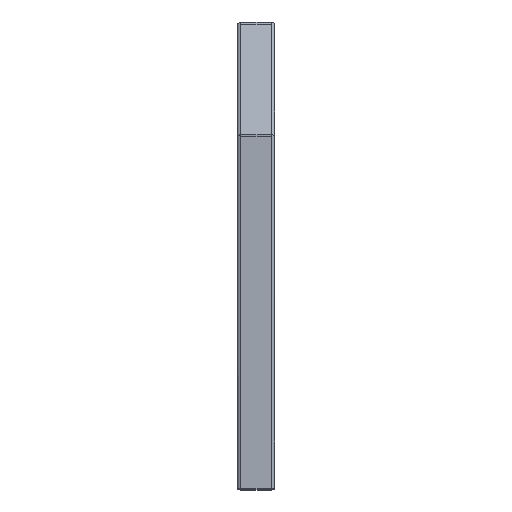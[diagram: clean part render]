
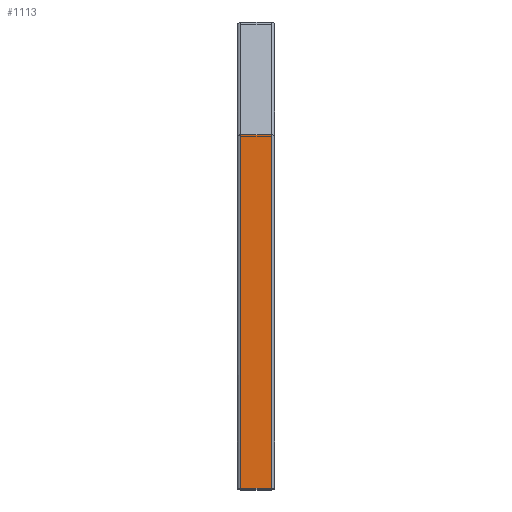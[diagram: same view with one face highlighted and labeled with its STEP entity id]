
A CAD part, top view. The second image highlights one B-rep face of the part: STEP entity #1113.
In plain terms, the highlighted planar face has unit normal (0, 0, 1).
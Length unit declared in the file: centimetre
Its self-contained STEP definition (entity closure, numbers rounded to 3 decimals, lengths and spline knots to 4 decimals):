
#54=PLANE('',#1223);
#107=FACE_OUTER_BOUND('',#175,.T.);
#175=EDGE_LOOP('',(#944,#945,#946,#947));
#316=LINE('',#1842,#428);
#319=LINE('',#1854,#431);
#321=LINE('',#1860,#433);
#323=LINE('',#1865,#435);
#428=VECTOR('',#1492,3.3);
#431=VECTOR('',#1505,38.0284);
#433=VECTOR('',#1513,3.3);
#435=VECTOR('',#1521,38.0284);
#535=VERTEX_POINT('',#1839);
#536=VERTEX_POINT('',#1841);
#540=VERTEX_POINT('',#1853);
#541=VERTEX_POINT('',#1859);
#672=EDGE_CURVE('',#536,#535,#316,.T.);
#679=EDGE_CURVE('',#540,#536,#319,.T.);
#682=EDGE_CURVE('',#540,#541,#321,.T.);
#685=EDGE_CURVE('',#535,#541,#323,.T.);
#944=ORIENTED_EDGE('',*,*,#672,.T.);
#945=ORIENTED_EDGE('',*,*,#685,.T.);
#946=ORIENTED_EDGE('',*,*,#682,.F.);
#947=ORIENTED_EDGE('',*,*,#679,.T.);
#1113=ADVANCED_FACE('',(#107),#54,.T.);
#1223=AXIS2_PLACEMENT_3D('',#1866,#1522,#1523);
#1492=DIRECTION('',(1.,0.,0.));
#1505=DIRECTION('',(0.,-1.,0.));
#1513=DIRECTION('',(1.,0.,0.));
#1521=DIRECTION('',(0.,1.,0.));
#1522=DIRECTION('center_axis',(0.,0.,1.));
#1523=DIRECTION('ref_axis',(-1.,0.,0.));
#1839=CARTESIAN_POINT('',(57.78,3.8,58.2));
#1841=CARTESIAN_POINT('',(54.48,3.8,58.2));
#1842=CARTESIAN_POINT('',(54.48,3.8,58.2));
#1853=CARTESIAN_POINT('',(54.48,41.8284,58.2));
#1854=CARTESIAN_POINT('',(54.48,41.8284,58.2));
#1859=CARTESIAN_POINT('',(57.78,41.8284,58.2));
#1860=CARTESIAN_POINT('',(54.48,41.8284,58.2));
#1865=CARTESIAN_POINT('',(57.78,3.8,58.2));
#1866=CARTESIAN_POINT('Origin',(57.78,41.,58.2));
